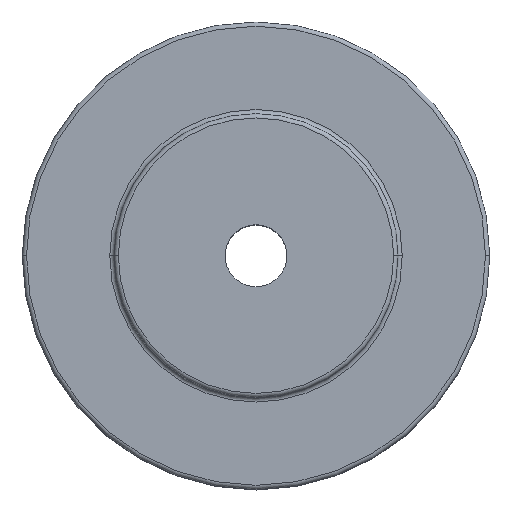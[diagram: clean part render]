
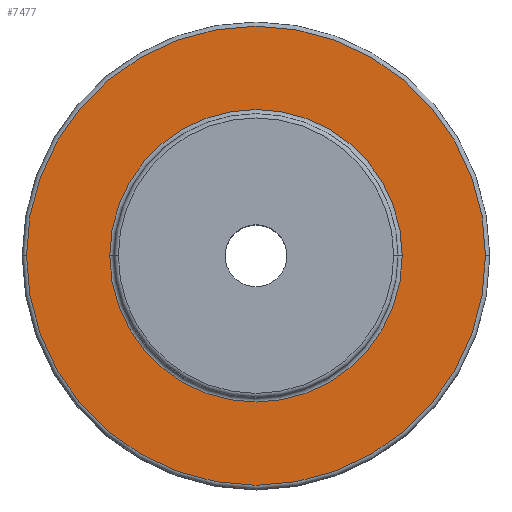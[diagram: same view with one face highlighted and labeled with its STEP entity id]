
A CAD part, top view. The second image highlights one B-rep face of the part: STEP entity #7477.
In plain terms, the highlighted planar face has unit normal (0, 0, 1).
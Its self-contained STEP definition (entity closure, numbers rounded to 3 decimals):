
#2287=CARTESIAN_POINT('',(0.,0.,38.1));
#2288=DIRECTION('',(0.,0.,-1.));
#2289=DIRECTION('',(-1.,0.,0.));
#2290=AXIS2_PLACEMENT_3D('',#2287,#2288,#2289);
#2292=CARTESIAN_POINT('',(0.,0.,38.1));
#2293=DIRECTION('',(0.,0.,-1.));
#2294=DIRECTION('',(1.,0.,0.));
#2295=AXIS2_PLACEMENT_3D('',#2292,#2293,#2294);
#2297=CARTESIAN_POINT('',(0.,0.,38.1));
#2298=DIRECTION('',(0.,0.,1.));
#2299=DIRECTION('',(-1.,0.,0.));
#2300=AXIS2_PLACEMENT_3D('',#2297,#2298,#2299);
#2302=CARTESIAN_POINT('',(0.,0.,38.1));
#2303=DIRECTION('',(0.,0.,1.));
#2304=DIRECTION('',(1.,0.,0.));
#2305=AXIS2_PLACEMENT_3D('',#2302,#2303,#2304);
#4873=CARTESIAN_POINT('',(-107.5,0.,38.1));
#4874=CARTESIAN_POINT('',(107.5,0.,38.1));
#4875=VERTEX_POINT('',#4873);
#4876=VERTEX_POINT('',#4874);
#4877=CARTESIAN_POINT('',(-68.5,0.,38.1));
#4878=CARTESIAN_POINT('',(68.5,0.,38.1));
#4879=VERTEX_POINT('',#4877);
#4880=VERTEX_POINT('',#4878);
#7462=CARTESIAN_POINT('',(0.,0.,38.1));
#7463=DIRECTION('',(0.,0.,1.));
#7464=DIRECTION('',(1.,0.,0.));
#7465=AXIS2_PLACEMENT_3D('',#7462,#7463,#7464);
#7466=PLANE('',#7465);
#7467=ORIENTED_EDGE('',*,*,#7441,.T.);
#7468=ORIENTED_EDGE('',*,*,#7454,.T.);
#7469=EDGE_LOOP('',(#7467,#7468));
#7470=FACE_OUTER_BOUND('',#7469,.F.);
#7472=ORIENTED_EDGE('',*,*,#7471,.T.);
#7474=ORIENTED_EDGE('',*,*,#7473,.T.);
#7475=EDGE_LOOP('',(#7472,#7474));
#7476=FACE_BOUND('',#7475,.F.);
#7477=ADVANCED_FACE('',(#7470,#7476),#7466,.T.);
#2291=CIRCLE('',#2290,107.5);
#2296=CIRCLE('',#2295,107.5);
#2301=CIRCLE('',#2300,68.5);
#2306=CIRCLE('',#2305,68.5);
#7441=EDGE_CURVE('',#4875,#4876,#2291,.T.);
#7454=EDGE_CURVE('',#4876,#4875,#2296,.T.);
#7471=EDGE_CURVE('',#4879,#4880,#2301,.T.);
#7473=EDGE_CURVE('',#4880,#4879,#2306,.T.);
